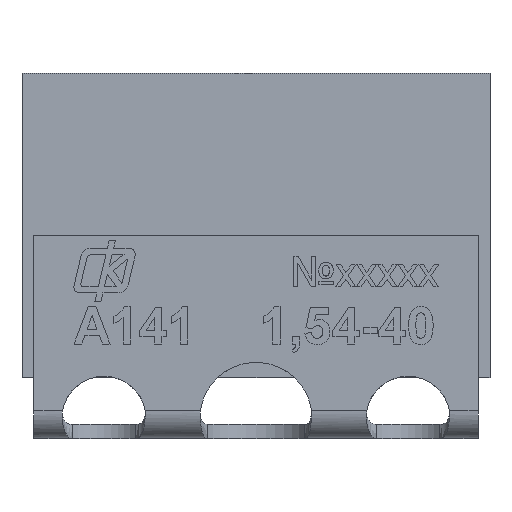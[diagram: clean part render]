
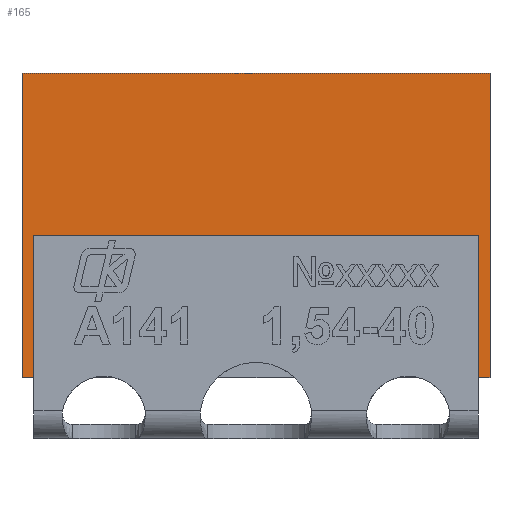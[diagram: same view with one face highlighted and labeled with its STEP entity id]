
A CAD part, top view. The second image highlights one B-rep face of the part: STEP entity #165.
In plain terms, the highlighted planar face has unit normal (0, 0, 1).
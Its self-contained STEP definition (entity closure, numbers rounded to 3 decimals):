
#165=ADVANCED_FACE('',(#3397),#3399,.F.);
#3397=FACE_BOUND('',#3398,.T.);
#3398=EDGE_LOOP('',(#7126,#7127,#7128,#7129,#7130,#7131,#7132,#7133));
#3399=PLANE('',#3400);
#3400=AXIS2_PLACEMENT_3D('',#3401,#3402,#3403);
#3401=CARTESIAN_POINT('',(-5.,3.25,1.8));
#3402=DIRECTION('',(0.,0.,-1.));
#3403=DIRECTION('',(-1.,0.,0.));
#7126=ORIENTED_EDGE('',*,*,#9040,.F.);
#7127=ORIENTED_EDGE('',*,*,#9041,.T.);
#7128=ORIENTED_EDGE('',*,*,#9042,.T.);
#7129=ORIENTED_EDGE('',*,*,#9043,.T.);
#7130=ORIENTED_EDGE('',*,*,#9044,.F.);
#7131=ORIENTED_EDGE('',*,*,#8999,.F.);
#7132=ORIENTED_EDGE('',*,*,#9045,.F.);
#7133=ORIENTED_EDGE('',*,*,#9046,.T.);
#8999=EDGE_CURVE('',#9971,#9963,#9973,.T.);
#9040=EDGE_CURVE('',#10052,#10053,#10054,.T.);
#9041=EDGE_CURVE('',#10052,#10055,#10056,.T.);
#9042=EDGE_CURVE('',#10055,#10057,#10058,.T.);
#9043=EDGE_CURVE('',#10057,#10059,#10060,.T.);
#9044=EDGE_CURVE('',#9963,#10059,#10061,.T.);
#9045=EDGE_CURVE('',#10062,#9971,#10063,.T.);
#9046=EDGE_CURVE('',#10062,#10053,#10064,.T.);
#9963=VERTEX_POINT('',#11570);
#9971=VERTEX_POINT('',#11586);
#9973=LINE('',#11590,#11591);
#10052=VERTEX_POINT('',#11751);
#10053=VERTEX_POINT('',#11752);
#10054=LINE('',#11753,#11754);
#10055=VERTEX_POINT('',#11756);
#10056=LINE('',#11757,#11758);
#10057=VERTEX_POINT('',#11760);
#10058=LINE('',#11761,#11762);
#10059=VERTEX_POINT('',#11764);
#10060=LINE('',#11765,#11766);
#10061=LINE('',#11768,#11769);
#10062=VERTEX_POINT('',#11771);
#10063=LINE('',#11772,#11773);
#10064=LINE('',#11775,#11776);
#11570=CARTESIAN_POINT('',(5.,-3.249,1.8));
#11586=CARTESIAN_POINT('',(5.,3.25,1.8));
#11590=CARTESIAN_POINT('',(5.,3.25,1.8));
#11591=VECTOR('',#11592,1.);
#11592=DIRECTION('',(0.,-1.,0.));
#11751=CARTESIAN_POINT('',(-4.75,-3.249,1.8));
#11752=CARTESIAN_POINT('',(-5.,-3.249,1.8));
#11753=CARTESIAN_POINT('',(-4.75,-3.249,1.8));
#11754=VECTOR('',#11755,1.);
#11755=DIRECTION('',(-1.,0.,0.));
#11756=CARTESIAN_POINT('',(-4.75,-0.225,1.8));
#11757=CARTESIAN_POINT('',(-4.75,-3.249,1.8));
#11758=VECTOR('',#11759,1.);
#11759=DIRECTION('',(0.,1.,0.));
#11760=CARTESIAN_POINT('',(4.75,-0.225,1.8));
#11761=CARTESIAN_POINT('',(-4.75,-0.225,1.8));
#11762=VECTOR('',#11763,1.);
#11763=DIRECTION('',(1.,0.,0.));
#11764=CARTESIAN_POINT('',(4.75,-3.249,1.8));
#11765=CARTESIAN_POINT('',(4.75,-0.225,1.8));
#11766=VECTOR('',#11767,1.);
#11767=DIRECTION('',(0.,-1.,0.));
#11768=CARTESIAN_POINT('',(5.,-3.249,1.8));
#11769=VECTOR('',#11770,1.);
#11770=DIRECTION('',(-1.,0.,0.));
#11771=CARTESIAN_POINT('',(-5.,3.25,1.8));
#11772=CARTESIAN_POINT('',(-5.,3.25,1.8));
#11773=VECTOR('',#11774,1.);
#11774=DIRECTION('',(1.,0.,0.));
#11775=CARTESIAN_POINT('',(-5.,3.25,1.8));
#11776=VECTOR('',#11777,1.);
#11777=DIRECTION('',(0.,-1.,0.));
